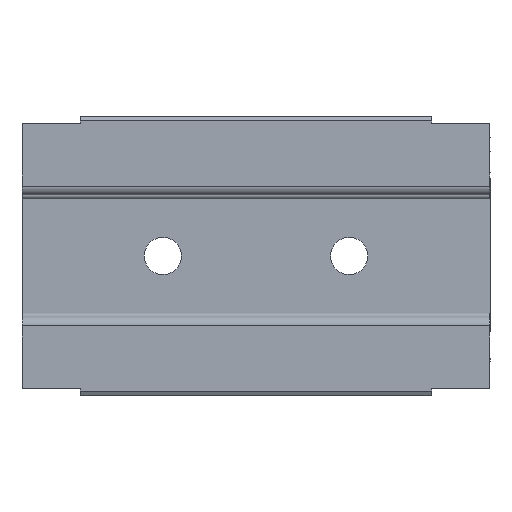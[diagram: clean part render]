
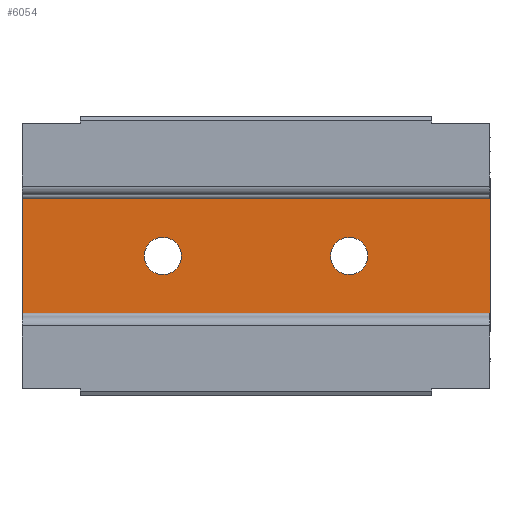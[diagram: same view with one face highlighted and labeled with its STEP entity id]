
A CAD part, front view. The second image highlights one B-rep face of the part: STEP entity #6054.
In plain terms, the highlighted planar face has unit normal (0, -1, 0).
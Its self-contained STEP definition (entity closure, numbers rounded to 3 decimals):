
#2330 = CARTESIAN_POINT ( 'NONE',  ( -46., 2.7, 0.8 ) ) ;
#2331 = DIRECTION ( 'NONE',  ( 0., 0., 1. ) ) ;
#2332 = DIRECTION ( 'NONE',  ( 0., -1., 0. ) ) ;
#2333 = AXIS2_PLACEMENT_3D ( 'NONE', #2355, #2332, #2331 ) ;
#2334 = CIRCLE ( 'NONE', #2333, 0.8 ) ;
#2355 = CARTESIAN_POINT ( 'NONE',  ( -46., 2.7, 0. ) ) ;
#2813 = CARTESIAN_POINT ( 'NONE',  ( -46., 2.7, -0.8 ) ) ;
#2825 = DIRECTION ( 'NONE',  ( 0., 0., -1. ) ) ;
#2826 = VECTOR ( 'NONE', #2825, 1000. ) ;
#2827 = CARTESIAN_POINT ( 'NONE',  ( -60.05, 2.7, -3. ) ) ;
#2828 = LINE ( 'NONE', #2827, #2826 ) ;
#2829 = CARTESIAN_POINT ( 'NONE',  ( -60.05, 2.7, -3. ) ) ;
#2946 = CARTESIAN_POINT ( 'NONE',  ( -60.05, 2.7, 3. ) ) ;
#3200 = CARTESIAN_POINT ( 'NONE',  ( -39.95, 2.7, 3. ) ) ;
#3901 = CARTESIAN_POINT ( 'NONE',  ( -39.95, 2.7, -3. ) ) ;
#3946 = DIRECTION ( 'NONE',  ( 0., 0., 1. ) ) ;
#3947 = VECTOR ( 'NONE', #3946, 1000. ) ;
#3948 = CARTESIAN_POINT ( 'NONE',  ( -39.95, 2.7, -3. ) ) ;
#3951 = LINE ( 'NONE', #3948, #3947 ) ;
#4231 = DIRECTION ( 'NONE',  ( 1., 0., 0. ) ) ;
#4232 = VECTOR ( 'NONE', #4231, 1000. ) ;
#4233 = CARTESIAN_POINT ( 'NONE',  ( -200., 2.7, -3. ) ) ;
#4234 = LINE ( 'NONE', #4233, #4232 ) ;
#5506 = VERTEX_POINT ( 'NONE', #22338 ) ;
#5530 = EDGE_CURVE ( 'NONE', #5573, #5506, #22571, .T. ) ;
#5573 = VERTEX_POINT ( 'NONE', #8571 ) ;
#6008 = EDGE_CURVE ( 'NONE', #20989, #20840, #21978, .T. ) ;
#6025 = EDGE_LOOP ( 'NONE', ( #6067, #6049 ) ) ;
#6029 = EDGE_CURVE ( 'NONE', #5506, #5573, #22035, .T. ) ;
#6044 = EDGE_LOOP ( 'NONE', ( #17674, #17554 ) ) ;
#6049 = ORIENTED_EDGE ( 'NONE', *, *, #6008, .F. ) ;
#6054 = ADVANCED_FACE ( 'NONE', ( #9932, #9930, #9918 ), #9916, .F. ) ;
#6067 = ORIENTED_EDGE ( 'NONE', *, *, #20839, .F. ) ;
#6082 = EDGE_CURVE ( 'NONE', #21068, #21335, #10044, .T. ) ;
#8571 = CARTESIAN_POINT ( 'NONE',  ( -54., 2.7, 0.8 ) ) ;
#9915 = CARTESIAN_POINT ( 'NONE',  ( -200., 2.7, -3. ) ) ;
#9916 = PLANE ( 'NONE',  #9929 ) ;
#9918 = FACE_OUTER_BOUND ( 'NONE', #17687, .T. ) ;
#9927 = DIRECTION ( 'NONE',  ( 0., 0., 1. ) ) ;
#9928 = DIRECTION ( 'NONE',  ( 0., 1., 0. ) ) ;
#9929 = AXIS2_PLACEMENT_3D ( 'NONE', #9915, #9928, #9927 ) ;
#9930 = FACE_BOUND ( 'NONE', #6044, .T. ) ;
#9932 = FACE_BOUND ( 'NONE', #6025, .T. ) ;
#10041 = DIRECTION ( 'NONE',  ( 1., 0., 0. ) ) ;
#10042 = VECTOR ( 'NONE', #10041, 1000. ) ;
#10043 = CARTESIAN_POINT ( 'NONE',  ( -200., 2.7, 3. ) ) ;
#10044 = LINE ( 'NONE', #10043, #10042 ) ;
#17521 = ORIENTED_EDGE ( 'NONE', *, *, #21409, .T. ) ;
#17534 = ORIENTED_EDGE ( 'NONE', *, *, #6082, .F. ) ;
#17554 = ORIENTED_EDGE ( 'NONE', *, *, #6029, .F. ) ;
#17674 = ORIENTED_EDGE ( 'NONE', *, *, #5530, .F. ) ;
#17687 = EDGE_LOOP ( 'NONE', ( #17534, #20695, #17730, #17521 ) ) ;
#17730 = ORIENTED_EDGE ( 'NONE', *, *, #21502, .T. ) ;
#20695 = ORIENTED_EDGE ( 'NONE', *, *, #21012, .T. ) ;
#20839 = EDGE_CURVE ( 'NONE', #20840, #20989, #2334, .T. ) ;
#20840 = VERTEX_POINT ( 'NONE', #2330 ) ;
#20989 = VERTEX_POINT ( 'NONE', #2813 ) ;
#21009 = VERTEX_POINT ( 'NONE', #2829 ) ;
#21012 = EDGE_CURVE ( 'NONE', #21068, #21009, #2828, .T. ) ;
#21068 = VERTEX_POINT ( 'NONE', #2946 ) ;
#21335 = VERTEX_POINT ( 'NONE', #3200 ) ;
#21385 = VERTEX_POINT ( 'NONE', #3901 ) ;
#21409 = EDGE_CURVE ( 'NONE', #21385, #21335, #3951, .T. ) ;
#21502 = EDGE_CURVE ( 'NONE', #21009, #21385, #4234, .T. ) ;
#21977 = AXIS2_PLACEMENT_3D ( 'NONE', #21994, #22005, #22004 ) ;
#21978 = CIRCLE ( 'NONE', #21977, 0.8 ) ;
#21994 = CARTESIAN_POINT ( 'NONE',  ( -46., 2.7, 0. ) ) ;
#22004 = DIRECTION ( 'NONE',  ( 0., 0., 1. ) ) ;
#22005 = DIRECTION ( 'NONE',  ( 0., -1., 0. ) ) ;
#22035 = CIRCLE ( 'NONE', #22068, 0.8 ) ;
#22066 = CARTESIAN_POINT ( 'NONE',  ( -54., 2.7, 0. ) ) ;
#22068 = AXIS2_PLACEMENT_3D ( 'NONE', #22066, #22069, #22081 ) ;
#22069 = DIRECTION ( 'NONE',  ( 0., -1., 0. ) ) ;
#22081 = DIRECTION ( 'NONE',  ( 0., 0., 1. ) ) ;
#22338 = CARTESIAN_POINT ( 'NONE',  ( -54., 2.7, -0.8 ) ) ;
#22569 = DIRECTION ( 'NONE',  ( 0., -1., 0. ) ) ;
#22570 = AXIS2_PLACEMENT_3D ( 'NONE', #22577, #22569, #22572 ) ;
#22571 = CIRCLE ( 'NONE', #22570, 0.8 ) ;
#22572 = DIRECTION ( 'NONE',  ( 0., 0., 1. ) ) ;
#22577 = CARTESIAN_POINT ( 'NONE',  ( -54., 2.7, 0. ) ) ;
